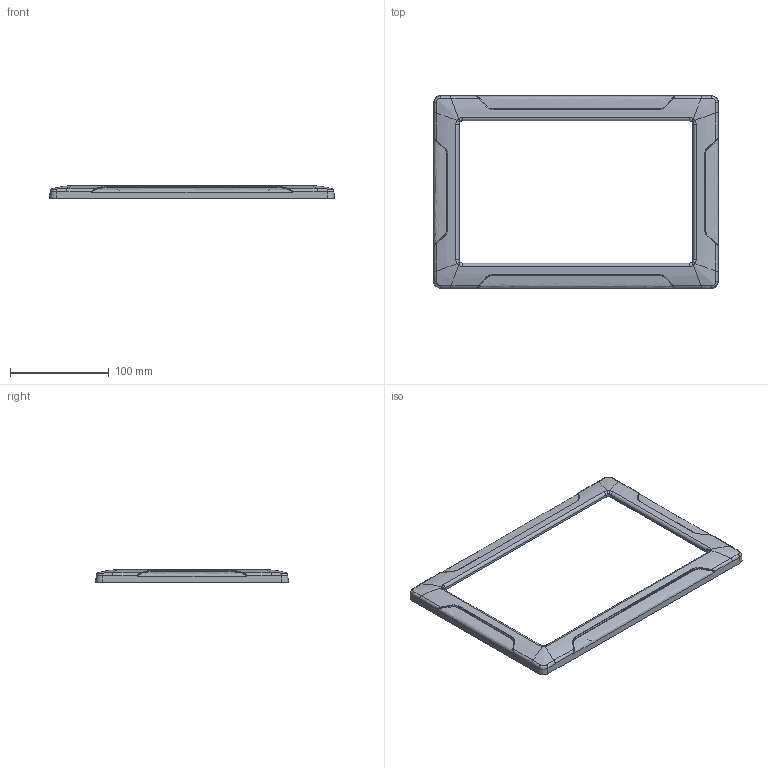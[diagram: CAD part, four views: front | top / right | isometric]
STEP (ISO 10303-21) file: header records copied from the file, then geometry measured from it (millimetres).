
FILE_DESCRIPTION (( 'STEP AP214' ), '1' );
FILE_NAME ('78051813_A1_STEP.STEP', '2022-05-04T14:06:02', ( '' ), ( '' ), 'SwSTEP 2.0', 'SolidWorks 2019', '' );
FILE_SCHEMA (( 'AUTOMOTIVE_DESIGN' ));
Length unit declared in the file: millimetre
Products named in the file (1): 78051813_A1_STEP
Bounding box: 287.46 x 194.46 x 12.98 mm (x, y, z)
Volume: 62837.8 mm3; surface area: 66028.6 mm2
Topology: 1 solids, 1 shells, 1881 faces, 4407 edges, 2552 vertices
Faces by surface type: bspline 534, cylinder 462, plane 357, cone 268, torus 260
Entity records: 85683 total; most frequent: CARTESIAN_POINT 30430, ORIENTED_EDGE 8602, DIRECTION 7369, EDGE_CURVE 4301, AXIS2_PLACEMENT_3D 2924, VERTEX_POINT 2522, EDGE_LOOP 1983, FACE_OUTER_BOUND 1921
